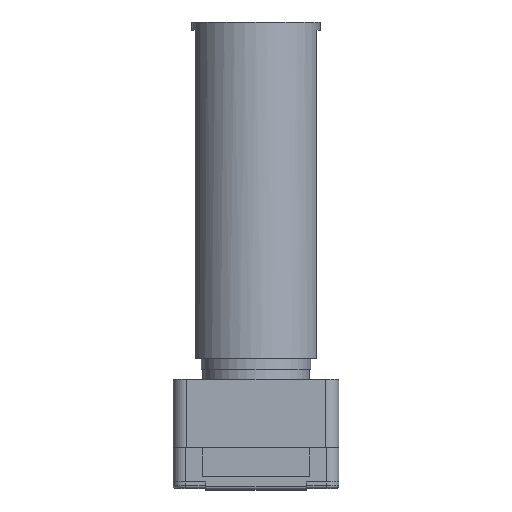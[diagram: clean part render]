
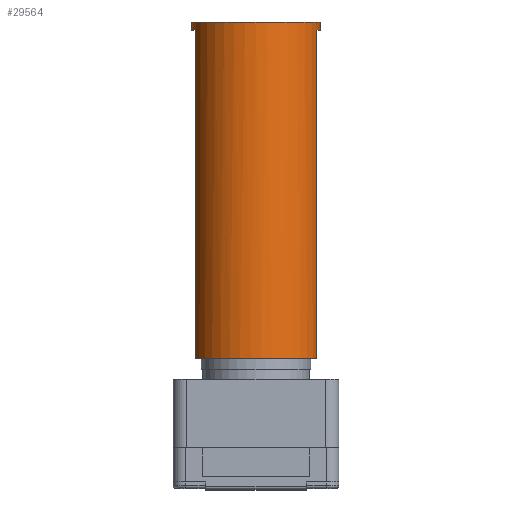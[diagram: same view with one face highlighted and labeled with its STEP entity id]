
A CAD part, top view. The second image highlights one B-rep face of the part: STEP entity #29564.
In plain terms, the highlighted cylindrical face has radius 12 mm (diameter 24 mm), a partial arc.
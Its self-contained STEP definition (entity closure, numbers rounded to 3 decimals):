
#29238=CARTESIAN_POINT('',(0.,10.,0.));
#29239=DIRECTION('',(0.,1.,0.));
#29240=DIRECTION('',(-0.95,0.,0.312));
#29241=AXIS2_PLACEMENT_3D('',#29238,#29239,#29240);
#29266=DIRECTION('',(0.,1.,0.));
#29267=VECTOR('',#29266,1.5);
#29268=CARTESIAN_POINT('',(12.,71.5,0.));
#29269=LINE('',#29268,#29267);
#29283=CARTESIAN_POINT('',(0.,71.5,0.));
#29284=DIRECTION('',(0.,1.,0.));
#29285=DIRECTION('',(0.95,0.,0.312));
#29286=AXIS2_PLACEMENT_3D('',#29283,#29284,#29285);
#29292=DIRECTION('',(0.,1.,0.));
#29293=VECTOR('',#29292,1.5);
#29294=CARTESIAN_POINT('',(-12.,71.5,0.));
#29295=LINE('',#29294,#29293);
#29296=DIRECTION('',(0.,-1.,0.));
#29297=VECTOR('',#29296,61.5);
#29298=CARTESIAN_POINT('',(11.4,71.5,3.747));
#29299=LINE('',#29298,#29297);
#29300=DIRECTION('',(0.,1.,0.));
#29301=VECTOR('',#29300,61.5);
#29302=CARTESIAN_POINT('',(-11.4,10.,3.747));
#29303=LINE('',#29302,#29301);
#29309=CARTESIAN_POINT('',(0.,71.5,0.));
#29310=DIRECTION('',(0.,1.,0.));
#29311=DIRECTION('',(-1.,0.,0.));
#29312=AXIS2_PLACEMENT_3D('',#29309,#29310,#29311);
#29319=CARTESIAN_POINT('',(0.,73.,0.));
#29320=DIRECTION('',(0.,-1.,0.));
#29321=DIRECTION('',(1.,0.,0.));
#29322=AXIS2_PLACEMENT_3D('',#29319,#29320,#29321);
#29371=CARTESIAN_POINT('',(-11.4,10.,3.747));
#29373=VERTEX_POINT('',#29371);
#29374=CARTESIAN_POINT('',(11.4,10.,3.747));
#29375=VERTEX_POINT('',#29374);
#29380=CARTESIAN_POINT('',(-11.4,71.5,3.747));
#29381=VERTEX_POINT('',#29380);
#29382=CARTESIAN_POINT('',(12.,71.5,0.));
#29384=VERTEX_POINT('',#29382);
#29386=CARTESIAN_POINT('',(12.,73.,0.));
#29387=VERTEX_POINT('',#29386);
#29388=CARTESIAN_POINT('',(-12.,73.,0.));
#29389=VERTEX_POINT('',#29388);
#29390=CARTESIAN_POINT('',(-12.,71.5,0.));
#29391=VERTEX_POINT('',#29390);
#29392=CARTESIAN_POINT('',(11.4,71.5,3.747));
#29393=VERTEX_POINT('',#29392);
#29547=CARTESIAN_POINT('',(0.,10.,0.));
#29548=DIRECTION('',(0.,1.,0.));
#29549=DIRECTION('',(1.,0.,0.));
#29550=AXIS2_PLACEMENT_3D('',#29547,#29548,#29549);
#29551=CYLINDRICAL_SURFACE('',#29550,12.);
#29553=ORIENTED_EDGE('',*,*,#29552,.F.);
#29554=ORIENTED_EDGE('',*,*,#29510,.T.);
#29556=ORIENTED_EDGE('',*,*,#29555,.F.);
#29557=ORIENTED_EDGE('',*,*,#29506,.F.);
#29558=ORIENTED_EDGE('',*,*,#29529,.F.);
#29559=ORIENTED_EDGE('',*,*,#29540,.T.);
#29560=ORIENTED_EDGE('',*,*,#29470,.F.);
#29561=ORIENTED_EDGE('',*,*,#29494,.T.);
#29562=EDGE_LOOP('',(#29553,#29554,#29556,#29557,#29558,#29559,#29560,#29561));
#29563=FACE_OUTER_BOUND('',#29562,.F.);
#29242=CIRCLE('',#29241,12.);
#29287=CIRCLE('',#29286,12.);
#29313=CIRCLE('',#29312,12.);
#29323=CIRCLE('',#29322,12.);
#29470=EDGE_CURVE('',#29373,#29375,#29242,.T.);
#29494=EDGE_CURVE('',#29373,#29381,#29303,.T.);
#29506=EDGE_CURVE('',#29384,#29387,#29269,.T.);
#29510=EDGE_CURVE('',#29391,#29389,#29295,.T.);
#29529=EDGE_CURVE('',#29393,#29384,#29287,.T.);
#29540=EDGE_CURVE('',#29393,#29375,#29299,.T.);
#29552=EDGE_CURVE('',#29391,#29381,#29313,.T.);
#29555=EDGE_CURVE('',#29387,#29389,#29323,.T.);
#29564=ADVANCED_FACE('',(#29563),#29551,.T.);
